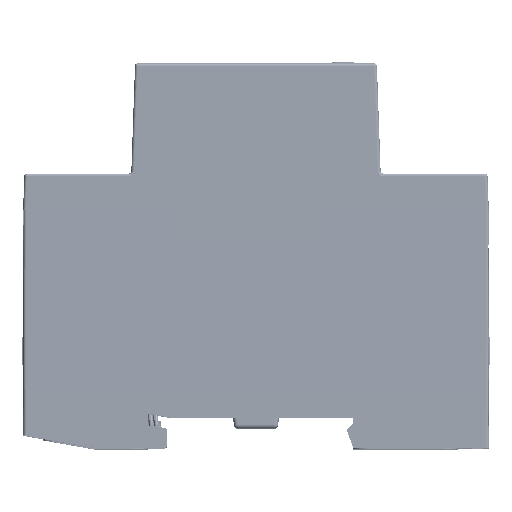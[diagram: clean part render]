
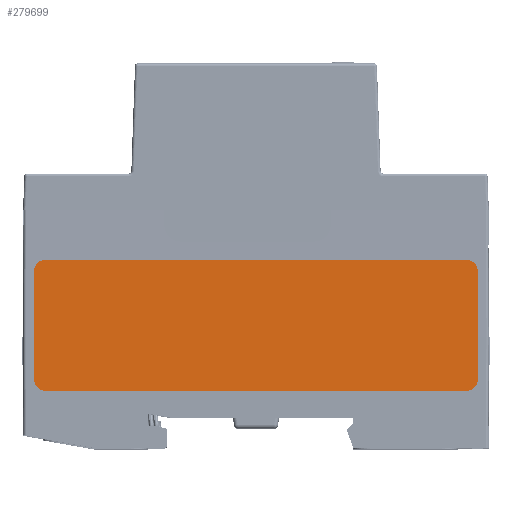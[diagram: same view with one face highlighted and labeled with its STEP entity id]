
A CAD part, top view. The second image highlights one B-rep face of the part: STEP entity #279699.
In plain terms, the highlighted face is planar.
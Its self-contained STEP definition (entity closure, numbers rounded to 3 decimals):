
#279453=DIRECTION('',(0.,1.,0.));
#279454=VECTOR('',#279453,19.6);
#279455=CARTESIAN_POINT('',(-40.,-9.8,0.2));
#279456=LINE('',#279455,#279454);
#279460=CARTESIAN_POINT('',(-38.,9.8,0.2));
#279461=DIRECTION('',(0.,0.,-1.));
#279462=DIRECTION('',(-1.,0.,0.));
#279463=AXIS2_PLACEMENT_3D('',#279460,#279461,#279462);
#279468=DIRECTION('',(1.,0.,0.));
#279469=VECTOR('',#279468,76.);
#279470=CARTESIAN_POINT('',(-38.,11.8,0.2));
#279471=LINE('',#279470,#279469);
#279475=CARTESIAN_POINT('',(38.,9.8,0.2));
#279476=DIRECTION('',(0.,0.,-1.));
#279477=DIRECTION('',(0.,1.,0.));
#279478=AXIS2_PLACEMENT_3D('',#279475,#279476,#279477);
#279483=DIRECTION('',(0.,-1.,0.));
#279484=VECTOR('',#279483,19.6);
#279485=CARTESIAN_POINT('',(40.,9.8,0.2));
#279486=LINE('',#279485,#279484);
#279490=CARTESIAN_POINT('',(38.,-9.8,0.2));
#279491=DIRECTION('',(0.,0.,-1.));
#279492=DIRECTION('',(1.,0.,0.));
#279493=AXIS2_PLACEMENT_3D('',#279490,#279491,#279492);
#279498=DIRECTION('',(-1.,0.,0.));
#279499=VECTOR('',#279498,76.);
#279500=CARTESIAN_POINT('',(38.,-11.8,0.2));
#279501=LINE('',#279500,#279499);
#279505=CARTESIAN_POINT('',(-38.,-9.8,0.2));
#279506=DIRECTION('',(0.,0.,-1.));
#279507=DIRECTION('',(0.,-1.,0.));
#279508=AXIS2_PLACEMENT_3D('',#279505,#279506,#279507);
#279622=CARTESIAN_POINT('',(38.,-11.8,0.2));
#279623=CARTESIAN_POINT('',(-38.,-11.8,0.2));
#279624=VERTEX_POINT('',#279622);
#279625=VERTEX_POINT('',#279623);
#279630=CARTESIAN_POINT('',(-40.,-9.8,0.2));
#279631=CARTESIAN_POINT('',(-40.,9.8,0.2));
#279632=VERTEX_POINT('',#279630);
#279633=VERTEX_POINT('',#279631);
#279634=CARTESIAN_POINT('',(-38.,11.8,0.2));
#279635=VERTEX_POINT('',#279634);
#279636=CARTESIAN_POINT('',(38.,11.8,0.2));
#279637=VERTEX_POINT('',#279636);
#279638=CARTESIAN_POINT('',(40.,9.8,0.2));
#279639=VERTEX_POINT('',#279638);
#279640=CARTESIAN_POINT('',(40.,-9.8,0.2));
#279641=VERTEX_POINT('',#279640);
#279677=CARTESIAN_POINT('',(0.,0.,0.2));
#279678=DIRECTION('',(0.,0.,1.));
#279679=DIRECTION('',(1.,0.,0.));
#279680=AXIS2_PLACEMENT_3D('',#279677,#279678,#279679);
#279681=PLANE('',#279680);
#279683=ORIENTED_EDGE('',*,*,#279682,.T.);
#279685=ORIENTED_EDGE('',*,*,#279684,.T.);
#279687=ORIENTED_EDGE('',*,*,#279686,.T.);
#279689=ORIENTED_EDGE('',*,*,#279688,.T.);
#279691=ORIENTED_EDGE('',*,*,#279690,.T.);
#279693=ORIENTED_EDGE('',*,*,#279692,.T.);
#279694=ORIENTED_EDGE('',*,*,#279659,.T.);
#279696=ORIENTED_EDGE('',*,*,#279695,.T.);
#279697=EDGE_LOOP('',(#279683,#279685,#279687,#279689,#279691,#279693,#279694,
#279696));
#279698=FACE_OUTER_BOUND('',#279697,.F.);
#279464=CIRCLE('',#279463,2.);
#279479=CIRCLE('',#279478,2.);
#279494=CIRCLE('',#279493,2.);
#279509=CIRCLE('',#279508,2.);
#279659=EDGE_CURVE('',#279624,#279625,#279501,.T.);
#279682=EDGE_CURVE('',#279632,#279633,#279456,.T.);
#279684=EDGE_CURVE('',#279633,#279635,#279464,.T.);
#279686=EDGE_CURVE('',#279635,#279637,#279471,.T.);
#279688=EDGE_CURVE('',#279637,#279639,#279479,.T.);
#279690=EDGE_CURVE('',#279639,#279641,#279486,.T.);
#279692=EDGE_CURVE('',#279641,#279624,#279494,.T.);
#279695=EDGE_CURVE('',#279625,#279632,#279509,.T.);
#279699=ADVANCED_FACE('',(#279698),#279681,.T.);
